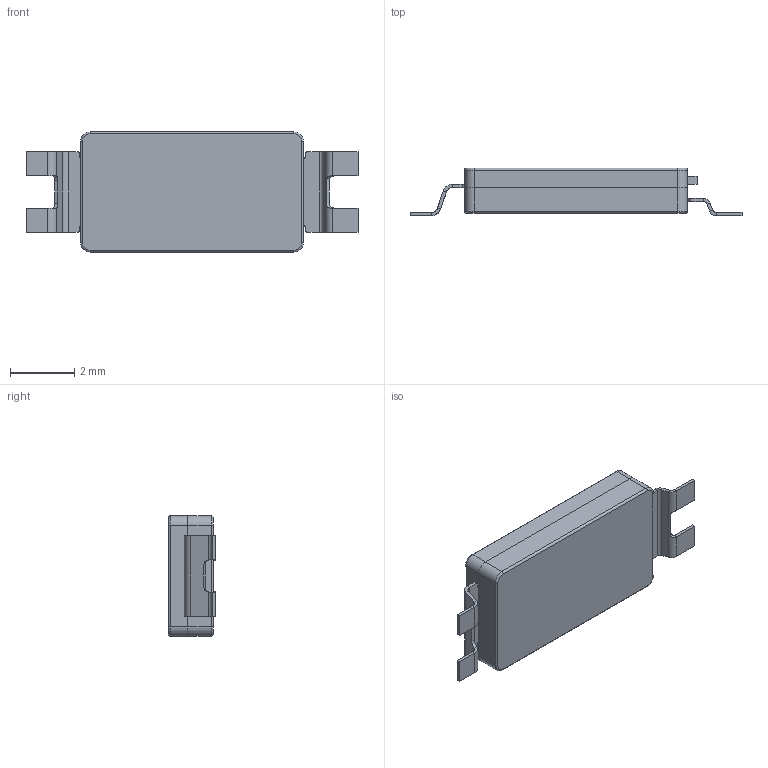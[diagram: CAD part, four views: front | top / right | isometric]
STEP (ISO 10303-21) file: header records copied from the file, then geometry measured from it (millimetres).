
FILE_DESCRIPTION (( 'STEP AP203' ), '1' );
FILE_NAME ('AD_SD-01(ŠOŒ`).STEP', '2021-03-16T07:31:36', ( '' ), ( '' ), 'SwSTEP 2.0', 'SolidWorks 2020', '' );
FILE_SCHEMA (( 'CONFIG_CONTROL_DESIGN' ));
Length unit declared in the file: millimetre
Products named in the file (8): AD_SD-01(外形); AD_SD-SCO-01(外形)_接地(カット); AD_SD-SBY-01(外形)_カット; AD_SD-SBY-01(外形); AD_SD-SCO-01(外形); AD_SD-PAM-01(外形)_SMD_カット; AD_SD-PCT-01(外形); AD_SD-PBT-01(外形)_カット
Assembly tree (7 placements, depth 3):
  AD_SD-01(外形)
    AD_SD-SBY-01(外形)_カット
      AD_SD-SBY-01(外形)
      AD_SD-PBT-01(外形)_カット
    AD_SD-SCO-01(外形)_接地(カット)
      AD_SD-PCT-01(外形)
      AD_SD-SCO-01(外形)
      AD_SD-PAM-01(外形)_SMD_カット
Bounding box: 10.35 x 1.48 x 3.75 mm (x, y, z)
Volume: 37.3 mm3; surface area: 152.3 mm2
Topology: 5 solids, 5 shells, 120 faces, 276 edges, 166 vertices
Faces by surface type: plane 74, cylinder 38, torus 8
Entity records: 4253 total; most frequent: CARTESIAN_POINT 661, DIRECTION 612, ORIENTED_EDGE 552, EDGE_CURVE 276, AXIS2_PLACEMENT_3D 214, VECTOR 184, LINE 184, VERTEX_POINT 166
